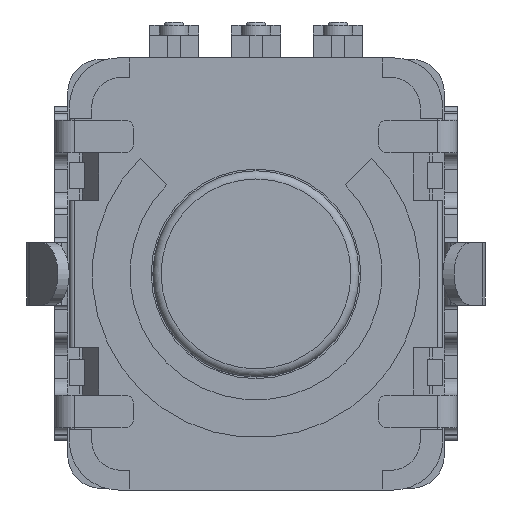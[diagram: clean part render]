
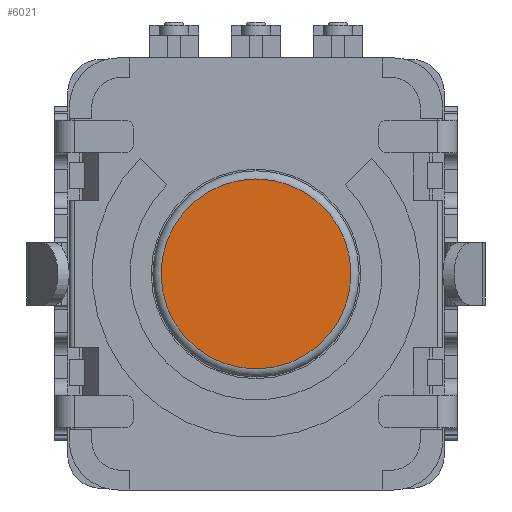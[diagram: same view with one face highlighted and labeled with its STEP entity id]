
A CAD part, front view. The second image highlights one B-rep face of the part: STEP entity #6021.
In plain terms, the highlighted planar face has unit normal (0, -1, 0).
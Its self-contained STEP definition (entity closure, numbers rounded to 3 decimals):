
#1694=FACE_OUTER_BOUND('',#2018,.T.);
#2018=EDGE_LOOP('',(#5488,#5489));
#2284=CIRCLE('',#6644,2.9);
#2285=CIRCLE('',#6645,2.9);
#2877=VERTEX_POINT('',#10210);
#2878=VERTEX_POINT('',#10211);
#3751=EDGE_CURVE('',#2877,#2878,#2284,.T.);
#3752=EDGE_CURVE('',#2878,#2877,#2285,.T.);
#5488=ORIENTED_EDGE('',*,*,#3751,.F.);
#5489=ORIENTED_EDGE('',*,*,#3752,.F.);
#5719=PLANE('',#6643);
#6021=ADVANCED_FACE('',(#1694),#5719,.T.);
#6643=AXIS2_PLACEMENT_3D('',#10209,#8395,#8396);
#6644=AXIS2_PLACEMENT_3D('',#10212,#8397,#8398);
#6645=AXIS2_PLACEMENT_3D('',#10213,#8399,#8400);
#8395=DIRECTION('center_axis',(0.,-1.,0.));
#8396=DIRECTION('ref_axis',(-1.,0.,0.));
#8397=DIRECTION('center_axis',(0.,1.,0.));
#8398=DIRECTION('ref_axis',(1.,0.,0.));
#8399=DIRECTION('center_axis',(0.,1.,0.));
#8400=DIRECTION('ref_axis',(1.,0.,0.));
#10209=CARTESIAN_POINT('Origin',(0.,-2.5,0.));
#10210=CARTESIAN_POINT('',(-2.9,-2.5,0.));
#10211=CARTESIAN_POINT('',(-2.9,-2.5,-0.015));
#10212=CARTESIAN_POINT('Origin',(0.,-2.5,0.));
#10213=CARTESIAN_POINT('Origin',(0.,-2.5,0.));
